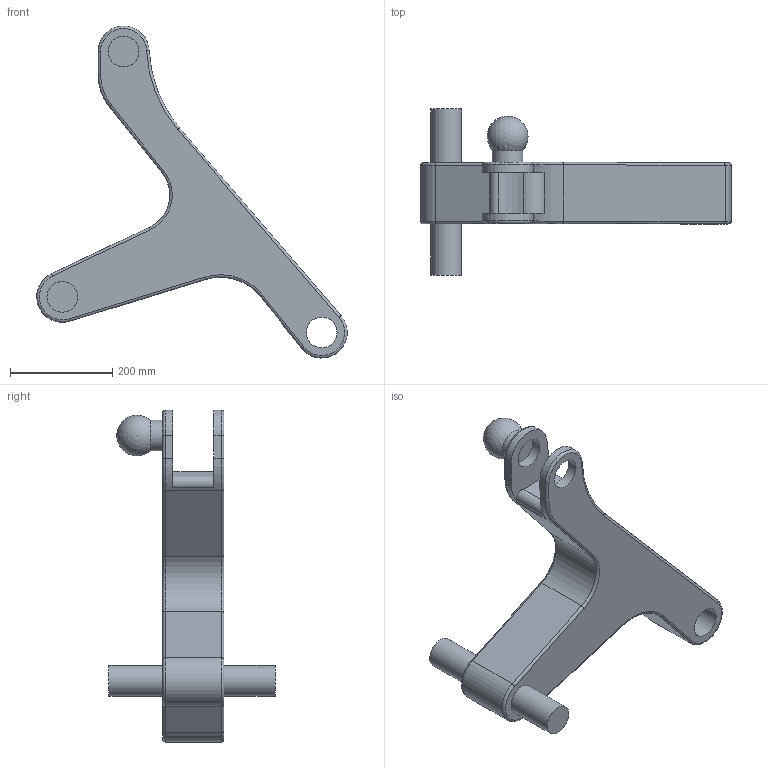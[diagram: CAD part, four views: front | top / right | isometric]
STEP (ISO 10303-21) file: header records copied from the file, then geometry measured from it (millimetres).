
FILE_DESCRIPTION(/* description */ ('','CAx-IF Rec.Pracs.---Representation and Presentation of Product Manufacturing Information (PMI)---4.0---2014-10-13'),/* implementation_level */ '2;1');
FILE_NAME(/* name */ 'LeftSaddle.step',/* time_stamp */ '2025-01-14T09:56:20-05:00',/* author */ (''),/* organization */ (''),/* preprocessor_version */ 'ST-DEVELOPER v20',/* originating_system */ 'Autodesk Translation Framework v13.20.0.188',/* authorisation */ '');
FILE_SCHEMA (('AP242_MANAGED_MODEL_BASED_3D_ENGINEERING_MIM_LF { 1 0 10303 442 1 1 4 }'));
Length unit declared in the file: millimetre
Products named in the file (1): Left Saddle
Bounding box: 607.65 x 325 x 649.72 mm (x, y, z)
Volume: 13417381.4 mm3; surface area: 576580 mm2
Topology: 1 solids, 1 shells, 62 faces, 151 edges, 92 vertices
Faces by surface type: cylinder 32, plane 15, torus 14, sphere 1
Full cylindrical faces by diameter (mm): 60 x6
Entity records: 1872 total; most frequent: DIRECTION 365, CARTESIAN_POINT 304, ORIENTED_EDGE 298, AXIS2_PLACEMENT_3D 153, EDGE_CURVE 149, VERTEX_POINT 92, CIRCLE 90, EDGE_LOOP 71
